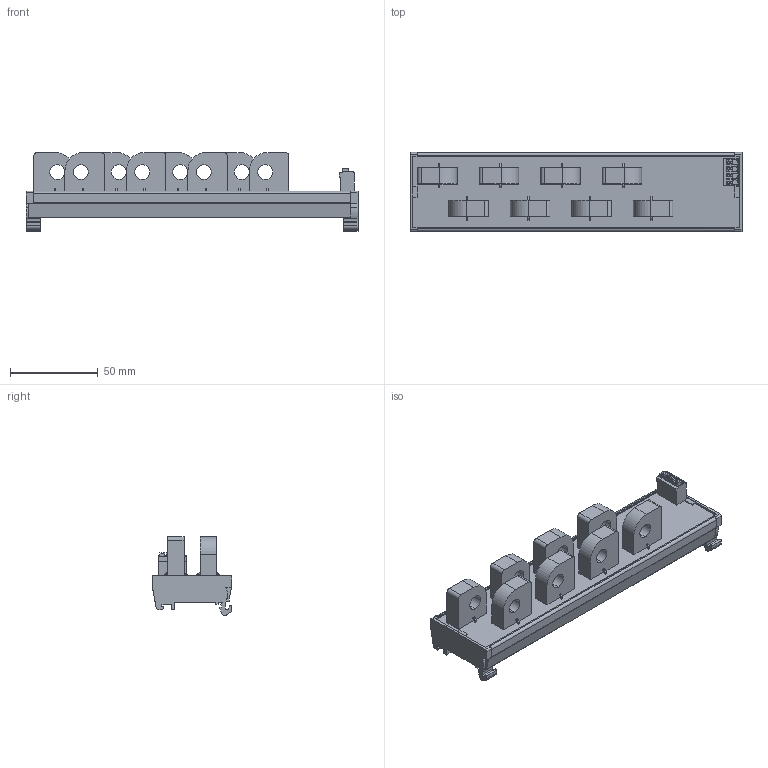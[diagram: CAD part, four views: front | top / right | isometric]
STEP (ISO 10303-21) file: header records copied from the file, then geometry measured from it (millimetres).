
FILE_DESCRIPTION(('CATIA V5 STEP Exchange','CAx-IF Rec.Pracs.--- Model Styling and Organization---1.4--- 2014-01-23'),'2;1');
FILE_NAME ('D1606581_0', '2024-04-03T10:56:50+00:00', ('none'), ('Weidmueller'), 'CATIA Version 5-6 Release 2016 SP3 HF44', 'CATIA V5 STEP AP214', 'none');
FILE_SCHEMA(('AUTOMOTIVE_DESIGN { 1 0 10303 214 1 1 1 1 }'));
Length unit declared in the file: millimetre
Products named in the file (1): S3D_SOLAR_SMS_SLAVE_8IN_XXX
Bounding box: 188.95 x 45 x 44.7 mm (x, y, z)
Volume: 149831.9 mm3; surface area: 39936.6 mm2
Topology: 1 solids, 1 shells, 532 faces, 1596 edges, 1077 vertices
Faces by surface type: plane 393, cylinder 137, extrusion 2
Entity records: 18352 total; most frequent: CARTESIAN_POINT 3444, ORIENTED_EDGE 3192, DIRECTION 2567, EDGE_CURVE 1596, VECTOR 1246, LINE 1244, VERTEX_POINT 1077, AXIS2_PLACEMENT_3D 819
